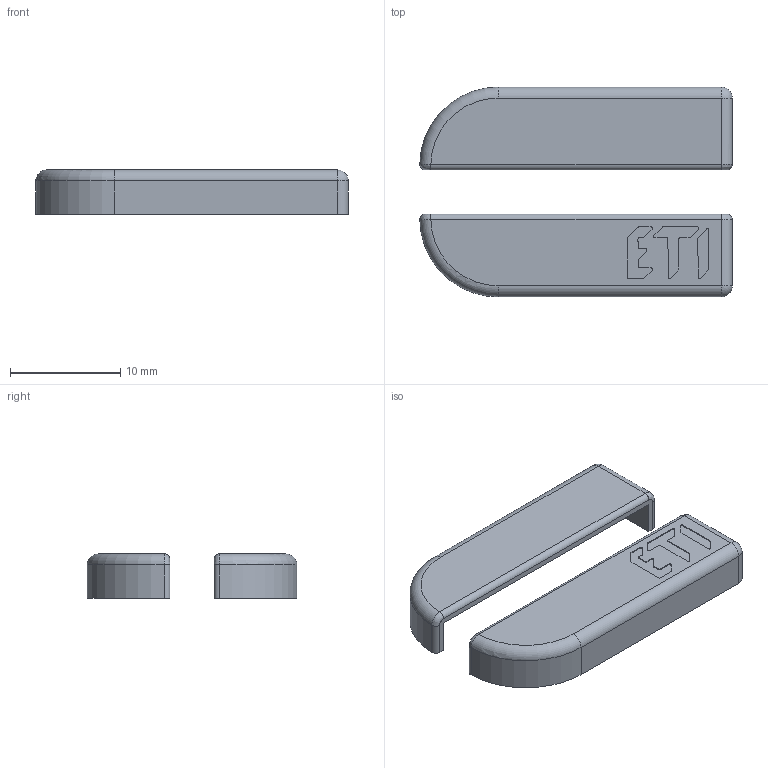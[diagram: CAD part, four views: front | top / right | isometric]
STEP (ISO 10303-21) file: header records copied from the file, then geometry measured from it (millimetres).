
FILE_DESCRIPTION((''),'2;1');
FILE_NAME('002921253_Z-50-1F_ASM','2021-05-10T',('marketing.praksa'),('Audax d.o.o.'),'CREO PARAMETRIC BY PTC INC, 2017480','CREO PARAMETRIC BY PTC INC, 2017480','');
FILE_SCHEMA(('AUTOMOTIVE_DESIGN { 1 0 10303 214 1 1 1 1 }'));
Length unit declared in the file: millimetre
Products named in the file (4): VOLUMENK_X_F6RPER2-16; PRT0148; WL-BASE2; 002921253_Z-50-1F_ASM
Assembly tree (3 placements, depth 2):
  002921253_Z-50-1F_ASM
    VOLUMENK_X_F6RPER2-16
    PRT0148
    WL-BASE2
Bounding box: 28.3 x 19 x 4 mm (x, y, z)
Volume: 610 mm3; surface area: 1409.9 mm2
Topology: 5 solids, 5 shells, 147 faces, 415 edges, 279 vertices
Faces by surface type: plane 75, cylinder 64, bspline 4, sphere 2, torus 2
Entity records: 7599 total; most frequent: CARTESIAN_POINT 984, DIRECTION 854, ORIENTED_EDGE 826, PRESENTATION_STYLE_ASSIGNMENT 565, STYLED_ITEM 565, CURVE_STYLE 413, EDGE_CURVE 413, AXIS2_PLACEMENT_3D 302
